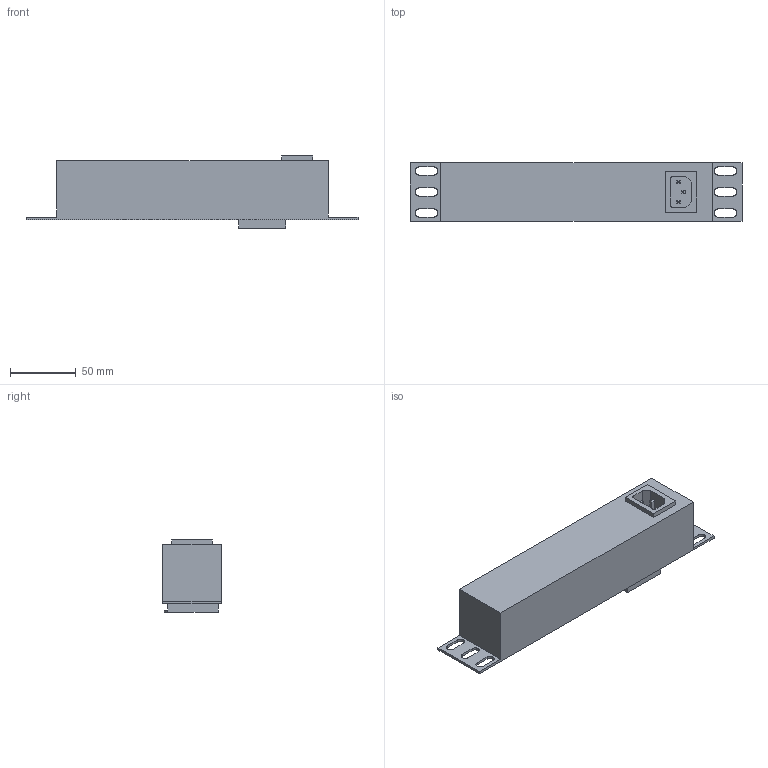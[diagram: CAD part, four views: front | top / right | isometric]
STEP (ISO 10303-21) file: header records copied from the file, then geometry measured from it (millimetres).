
FILE_DESCRIPTION (( 'STEP AP214' ), '1' );
FILE_NAME ('PH12-3D3-P ITK PDU 3 ðîçåòêè íåìåöêèé ñòàíäàðò ñ LED âûêëþ÷àòåëåì 1U âõîä Ñ14 áåç êàáåëÿ 10.STEP', '2020-09-15T08:39:48', ( '' ), ( '' ), 'SwSTEP 2.0', 'SolidWorks 2017', '' );
FILE_SCHEMA (( 'AUTOMOTIVE_DESIGN' ));
Length unit declared in the file: millimetre
Products named in the file (1): PH12-3D3-P ITK PDU 3 ðîçåòêè íåìåöêèé ñòàíäàðò ñ LED âûêëþ÷àòåëåì 1U âõîä Ñ14 áåç êàáåëÿ 10
Bounding box: 252.8 x 44.45 x 55.1 mm (x, y, z)
Volume: 356928.7 mm3; surface area: 59314.4 mm2
Topology: 2 solids, 2 shells, 209 faces, 537 edges, 354 vertices
Faces by surface type: plane 170, cylinder 39
Entity records: 6364 total; most frequent: CARTESIAN_POINT 1101, ORIENTED_EDGE 1074, DIRECTION 1059, EDGE_CURVE 537, VECTOR 435, LINE 435, VERTEX_POINT 354, AXIS2_PLACEMENT_3D 312
